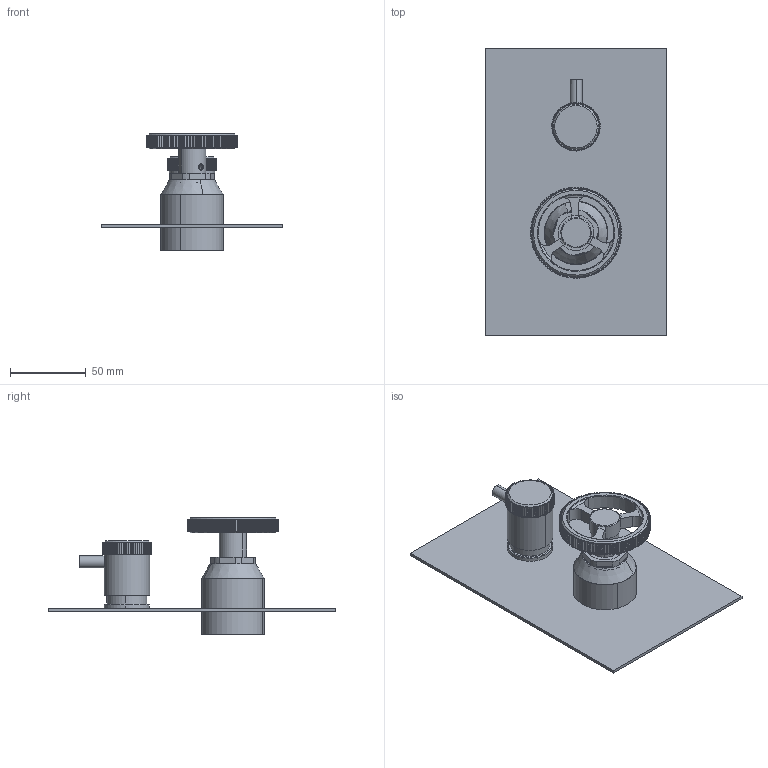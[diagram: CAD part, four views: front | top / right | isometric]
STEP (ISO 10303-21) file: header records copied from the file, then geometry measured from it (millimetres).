
FILE_DESCRIPTION (( 'STEP AP214' ), '1' );
FILE_NAME ('33187.STEP', '2024-02-08T14:14:17', ( '' ), ( '' ), 'SwSTEP 2.0', 'SolidWorks 2018', '' );
FILE_SCHEMA (( 'AUTOMOTIVE_DESIGN' ));
Length unit declared in the file: millimetre
Products named in the file (9): 934; 000009643v; contenitore cart. diam.35; 981; 988; 33187; 0100918705; 952; 960
Assembly tree (8 placements, depth 2):
  33187
    contenitore cart. diam.35
    0100918705
    934
    952
    960
    000009643v
    981
    988
Bounding box: 120.09 x 190.06 x 77 mm (x, y, z)
Volume: 126907.9 mm3; surface area: 78066.7 mm2
Topology: 8 solids, 8 shells, 671 faces, 1833 edges, 1190 vertices
Faces by surface type: cylinder 522, cone 76, plane 59, torus 12, bspline 2
Entity records: 23822 total; most frequent: CARTESIAN_POINT 5358, DIRECTION 4280, ORIENTED_EDGE 3662, EDGE_CURVE 1831, AXIS2_PLACEMENT_3D 1816, VERTEX_POINT 1190, CIRCLE 1136, EDGE_LOOP 705
